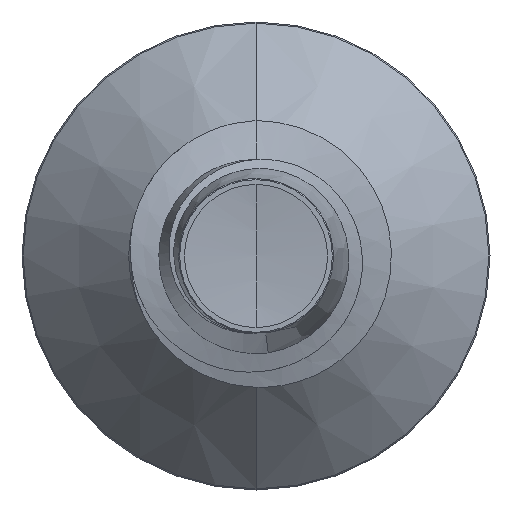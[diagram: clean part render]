
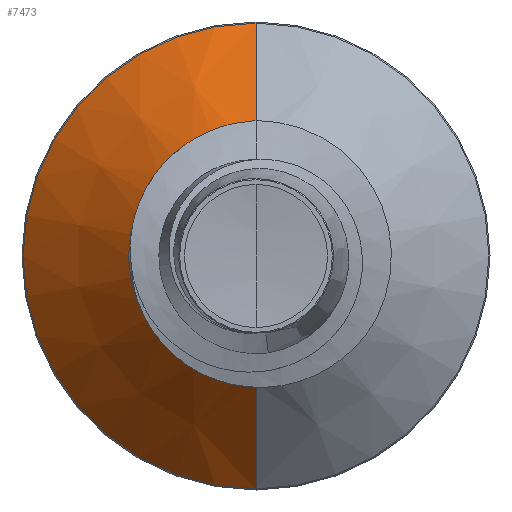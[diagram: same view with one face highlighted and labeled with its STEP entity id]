
A CAD part, front view. The second image highlights one B-rep face of the part: STEP entity #7473.
In plain terms, the highlighted conical face has half-angle 45 degrees and reference radius 1.034 mm.
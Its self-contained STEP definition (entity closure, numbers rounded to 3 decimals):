
#4 = CARTESIAN_POINT ( 'NONE',  ( 0., 1.034, 1.034 ) ) ;
#149 = DIRECTION ( 'NONE',  ( 0., 0., 1. ) ) ;
#239 = CARTESIAN_POINT ( 'NONE',  ( 0., 1.034, -1.034 ) ) ;
#335 = CARTESIAN_POINT ( 'NONE',  ( 0., 1.034, -1.034 ) ) ;
#346 = CARTESIAN_POINT ( 'NONE',  ( 0., 1.034, 0. ) ) ;
#1127 = EDGE_CURVE ( 'NONE', #3649, #3736, #4878, .T. ) ;
#1230 = FACE_OUTER_BOUND ( 'NONE', #6496, .T. ) ;
#1451 = VERTEX_POINT ( 'NONE', #5398 ) ;
#1582 = ORIENTED_EDGE ( 'NONE', *, *, #7318, .F. ) ;
#1730 = DIRECTION ( 'NONE',  ( 0., 1., 0. ) ) ;
#1862 = CIRCLE ( 'NONE', #2466, 1.89 ) ;
#2251 = EDGE_CURVE ( 'NONE', #6857, #3649, #8036, .T. ) ;
#2340 = DIRECTION ( 'NONE',  ( 0., 0.707, -0.707 ) ) ;
#2437 = AXIS2_PLACEMENT_3D ( 'NONE', #3098, #3072, #2928 ) ;
#2466 = AXIS2_PLACEMENT_3D ( 'NONE', #8103, #4285, #149 ) ;
#2744 = ORIENTED_EDGE ( 'NONE', *, *, #1127, .T. ) ;
#2928 = DIRECTION ( 'NONE',  ( 0., 0., 1. ) ) ;
#3032 = VECTOR ( 'NONE', #7899, 1000. ) ;
#3072 = DIRECTION ( 'NONE',  ( 0., 1., 0. ) ) ;
#3098 = CARTESIAN_POINT ( 'NONE',  ( 0., 1.034, 0. ) ) ;
#3220 = AXIS2_PLACEMENT_3D ( 'NONE', #346, #1730, #6475 ) ;
#3649 = VERTEX_POINT ( 'NONE', #8484 ) ;
#3736 = VERTEX_POINT ( 'NONE', #4091 ) ;
#4091 = CARTESIAN_POINT ( 'NONE',  ( 0., 1.89, 1.89 ) ) ;
#4285 = DIRECTION ( 'NONE',  ( 0., 1., 0. ) ) ;
#4324 = VECTOR ( 'NONE', #2340, 1000. ) ;
#4878 = LINE ( 'NONE', #4, #3032 ) ;
#5025 = ORIENTED_EDGE ( 'NONE', *, *, #2251, .T. ) ;
#5398 = CARTESIAN_POINT ( 'NONE',  ( 0., 1.89, -1.89 ) ) ;
#6024 = CONICAL_SURFACE ( 'NONE', #3220, 1.034, 0.785 ) ;
#6148 = EDGE_CURVE ( 'NONE', #6857, #1451, #6295, .T. ) ;
#6158 = ORIENTED_EDGE ( 'NONE', *, *, #6148, .F. ) ;
#6295 = LINE ( 'NONE', #335, #4324 ) ;
#6475 = DIRECTION ( 'NONE',  ( 0., 0., 1. ) ) ;
#6496 = EDGE_LOOP ( 'NONE', ( #6158, #5025, #2744, #1582 ) ) ;
#6857 = VERTEX_POINT ( 'NONE', #239 ) ;
#7318 = EDGE_CURVE ( 'NONE', #1451, #3736, #1862, .T. ) ;
#7473 = ADVANCED_FACE ( 'NONE', ( #1230 ), #6024, .T. ) ;
#7899 = DIRECTION ( 'NONE',  ( 0., 0.707, 0.707 ) ) ;
#8036 = CIRCLE ( 'NONE', #2437, 1.034 ) ;
#8103 = CARTESIAN_POINT ( 'NONE',  ( 0., 1.89, 0. ) ) ;
#8484 = CARTESIAN_POINT ( 'NONE',  ( 0., 1.034, 1.034 ) ) ;
